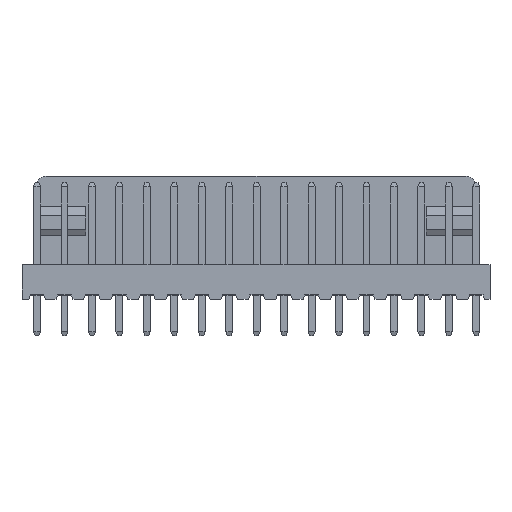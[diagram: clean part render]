
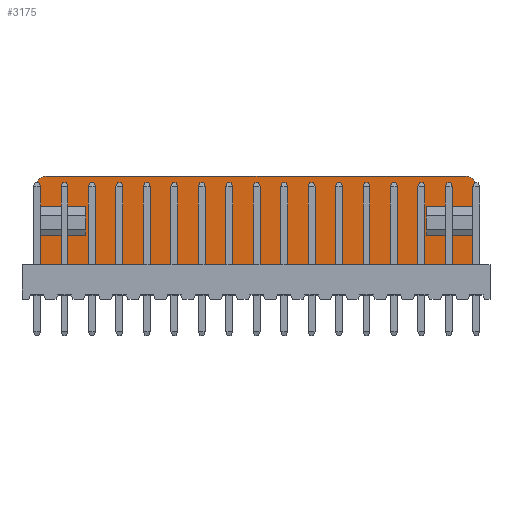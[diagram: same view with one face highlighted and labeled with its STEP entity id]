
A CAD part, top view. The second image highlights one B-rep face of the part: STEP entity #3175.
In plain terms, the highlighted planar face has unit normal (0, 0, 1).
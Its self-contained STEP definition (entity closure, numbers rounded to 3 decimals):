
#7 = ORIENTED_EDGE ( 'NONE', *, *, #10680, .F. ) ;
#10 = ORIENTED_EDGE ( 'NONE', *, *, #10709, .F. ) ;
#1499 = ORIENTED_EDGE ( 'NONE', *, *, #10706, .T. ) ;
#1501 = ORIENTED_EDGE ( 'NONE', *, *, #10689, .F. ) ;
#1506 = ORIENTED_EDGE ( 'NONE', *, *, #10679, .T. ) ;
#1510 = ORIENTED_EDGE ( 'NONE', *, *, #10690, .F. ) ;
#1512 = ORIENTED_EDGE ( 'NONE', *, *, #10684, .F. ) ;
#1639 = AXIS2_PLACEMENT_3D ( 'NONE', #2055, #2059, #2060 ) ;
#2054 = PLANE ( 'NONE',  #1639 ) ;
#2055 = CARTESIAN_POINT ( 'NONE',  ( -6.657, 53.751, -4.64 ) ) ;
#2059 = DIRECTION ( 'NONE',  ( 0., 0., 1. ) ) ;
#2060 = DIRECTION ( 'NONE',  ( 1., 0., 0. ) ) ;
#3069 = AXIS2_PLACEMENT_3D ( 'NONE', #4723, #4724, #4725 ) ;
#3070 = AXIS2_PLACEMENT_3D ( 'NONE', #4740, #4741, #4742 ) ;
#3090 = ORIENTED_EDGE ( 'NONE', *, *, #10683, .T. ) ;
#3175 = ADVANCED_FACE ( 'NONE', ( #7368 ), #2054, .T. ) ;
#3527 = ORIENTED_EDGE ( 'NONE', *, *, #10685, .T. ) ;
#3540 = ORIENTED_EDGE ( 'NONE', *, *, #10699, .F. ) ;
#3548 = ORIENTED_EDGE ( 'NONE', *, *, #10676, .F. ) ;
#3550 = ORIENTED_EDGE ( 'NONE', *, *, #10675, .T. ) ;
#3575 = ORIENTED_EDGE ( 'NONE', *, *, #10693, .T. ) ;
#3576 = ORIENTED_EDGE ( 'NONE', *, *, #10686, .F. ) ;
#4100 = LINE ( 'NONE', #4722, #4108 ) ;
#4104 = CIRCLE ( 'NONE', #3069, 1. ) ;
#4108 = VECTOR ( 'NONE', #4715, 1000. ) ;
#4111 = LINE ( 'NONE', #4730, #4114 ) ;
#4113 = LINE ( 'NONE', #4732, #4116 ) ;
#4114 = VECTOR ( 'NONE', #4731, 1000. ) ;
#4116 = VECTOR ( 'NONE', #4733, 1000. ) ;
#4119 = CIRCLE ( 'NONE', #3070, 1. ) ;
#4121 = LINE ( 'NONE', #4721, #4123 ) ;
#4122 = LINE ( 'NONE', #4743, #4125 ) ;
#4123 = VECTOR ( 'NONE', #4720, 1000. ) ;
#4124 = LINE ( 'NONE', #4745, #4127 ) ;
#4125 = VECTOR ( 'NONE', #4744, 1000. ) ;
#4127 = VECTOR ( 'NONE', #4746, 1000. ) ;
#4128 = LINE ( 'NONE', #4738, #4133 ) ;
#4132 = LINE ( 'NONE', #4753, #4135 ) ;
#4133 = VECTOR ( 'NONE', #4752, 1000. ) ;
#4135 = VECTOR ( 'NONE', #4754, 1000. ) ;
#4138 = LINE ( 'NONE', #4759, #4141 ) ;
#4141 = VECTOR ( 'NONE', #4760, 1000. ) ;
#4150 = LINE ( 'NONE', #4771, #4153 ) ;
#4153 = VECTOR ( 'NONE', #4773, 1000. ) ;
#4164 = LINE ( 'NONE', #4785, #4167 ) ;
#4167 = VECTOR ( 'NONE', #4786, 1000. ) ;
#4170 = LINE ( 'NONE', #4791, #4173 ) ;
#4173 = VECTOR ( 'NONE', #4793, 1000. ) ;
#4715 = DIRECTION ( 'NONE',  ( 0., -1., 0. ) ) ;
#4720 = DIRECTION ( 'NONE',  ( 1., 0., 0. ) ) ;
#4721 = CARTESIAN_POINT ( 'NONE',  ( -6.657, 53.751, -4.64 ) ) ;
#4722 = CARTESIAN_POINT ( 'NONE',  ( 35.343, 53.751, -4.64 ) ) ;
#4723 = CARTESIAN_POINT ( 'NONE',  ( 34.343, 52.751, -4.64 ) ) ;
#4724 = DIRECTION ( 'NONE',  ( 0., 0., 1. ) ) ;
#4725 = DIRECTION ( 'NONE',  ( 1., 0., 0. ) ) ;
#4730 = CARTESIAN_POINT ( 'NONE',  ( -6.657, 45.547, -4.64 ) ) ;
#4731 = DIRECTION ( 'NONE',  ( 1., 0., 0. ) ) ;
#4732 = CARTESIAN_POINT ( 'NONE',  ( -5.357, 48.254, -4.64 ) ) ;
#4733 = DIRECTION ( 'NONE',  ( 0., 1., 0. ) ) ;
#4738 = CARTESIAN_POINT ( 'NONE',  ( -0.757, 14.041, -4.64 ) ) ;
#4740 = CARTESIAN_POINT ( 'NONE',  ( -4.357, 52.751, -4.64 ) ) ;
#4741 = DIRECTION ( 'NONE',  ( 0., 0., 1. ) ) ;
#4742 = DIRECTION ( 'NONE',  ( 1., 0., 0. ) ) ;
#4743 = CARTESIAN_POINT ( 'NONE',  ( 30.743, 14.041, -4.64 ) ) ;
#4744 = DIRECTION ( 'NONE',  ( 0., 1., 0. ) ) ;
#4745 = CARTESIAN_POINT ( 'NONE',  ( 35.343, 48.254, -4.64 ) ) ;
#4746 = DIRECTION ( 'NONE',  ( 0., -1., 0. ) ) ;
#4752 = DIRECTION ( 'NONE',  ( 0., 1., 0. ) ) ;
#4753 = CARTESIAN_POINT ( 'NONE',  ( -5.357, 53.751, -4.64 ) ) ;
#4754 = DIRECTION ( 'NONE',  ( 0., 1., 0. ) ) ;
#4759 = CARTESIAN_POINT ( 'NONE',  ( -6.657, 50.926, -4.64 ) ) ;
#4760 = DIRECTION ( 'NONE',  ( 1., 0., 0. ) ) ;
#4771 = CARTESIAN_POINT ( 'NONE',  ( -6.657, 48.254, -4.64 ) ) ;
#4773 = DIRECTION ( 'NONE',  ( 1., 0., 0. ) ) ;
#4785 = CARTESIAN_POINT ( 'NONE',  ( -6.657, 50.926, -4.64 ) ) ;
#4786 = DIRECTION ( 'NONE',  ( 1., 0., 0. ) ) ;
#4791 = CARTESIAN_POINT ( 'NONE',  ( -6.657, 48.254, -4.64 ) ) ;
#4793 = DIRECTION ( 'NONE',  ( 1., 0., 0. ) ) ;
#5941 = VERTEX_POINT ( 'NONE', #9167 ) ;
#5974 = VERTEX_POINT ( 'NONE', #9200 ) ;
#5986 = VERTEX_POINT ( 'NONE', #9212 ) ;
#5996 = VERTEX_POINT ( 'NONE', #9222 ) ;
#6010 = VERTEX_POINT ( 'NONE', #9236 ) ;
#6011 = VERTEX_POINT ( 'NONE', #9237 ) ;
#6021 = VERTEX_POINT ( 'NONE', #9247 ) ;
#6022 = VERTEX_POINT ( 'NONE', #9248 ) ;
#6032 = VERTEX_POINT ( 'NONE', #9258 ) ;
#6091 = VERTEX_POINT ( 'NONE', #9317 ) ;
#6118 = VERTEX_POINT ( 'NONE', #9344 ) ;
#6155 = VERTEX_POINT ( 'NONE', #9381 ) ;
#6179 = VERTEX_POINT ( 'NONE', #9405 ) ;
#6184 = VERTEX_POINT ( 'NONE', #9410 ) ;
#6938 = EDGE_LOOP ( 'NONE', ( #1512, #3090, #1510, #1499, #1501, #10, #7, #1506, #3576, #3540, #3527, #3575, #3548, #3550 ) ) ;
#7368 = FACE_OUTER_BOUND ( 'NONE', #6938, .T. ) ;
#9167 = CARTESIAN_POINT ( 'NONE',  ( -5.357, 52.751, -4.64 ) ) ;
#9200 = CARTESIAN_POINT ( 'NONE',  ( 35.343, 48.254, -4.64 ) ) ;
#9212 = CARTESIAN_POINT ( 'NONE',  ( 35.343, 52.751, -4.64 ) ) ;
#9222 = CARTESIAN_POINT ( 'NONE',  ( -4.357, 53.751, -4.64 ) ) ;
#9236 = CARTESIAN_POINT ( 'NONE',  ( 35.343, 50.926, -4.64 ) ) ;
#9237 = CARTESIAN_POINT ( 'NONE',  ( 34.343, 53.751, -4.64 ) ) ;
#9247 = CARTESIAN_POINT ( 'NONE',  ( 30.743, 48.254, -4.64 ) ) ;
#9248 = CARTESIAN_POINT ( 'NONE',  ( 30.743, 50.926, -4.64 ) ) ;
#9258 = CARTESIAN_POINT ( 'NONE',  ( -5.357, 45.547, -4.64 ) ) ;
#9317 = CARTESIAN_POINT ( 'NONE',  ( -0.757, 48.254, -4.64 ) ) ;
#9344 = CARTESIAN_POINT ( 'NONE',  ( -0.757, 50.926, -4.64 ) ) ;
#9381 = CARTESIAN_POINT ( 'NONE',  ( -5.357, 50.926, -4.64 ) ) ;
#9405 = CARTESIAN_POINT ( 'NONE',  ( -5.357, 48.254, -4.64 ) ) ;
#9410 = CARTESIAN_POINT ( 'NONE',  ( 35.343, 45.547, -4.64 ) ) ;
#10675 = EDGE_CURVE ( 'NONE', #5986, #6011, #4104, .T. ) ;
#10676 = EDGE_CURVE ( 'NONE', #5986, #6010, #4100, .T. ) ;
#10679 = EDGE_CURVE ( 'NONE', #6032, #6184, #4111, .T. ) ;
#10680 = EDGE_CURVE ( 'NONE', #6032, #6179, #4113, .T. ) ;
#10683 = EDGE_CURVE ( 'NONE', #5996, #5941, #4119, .T. ) ;
#10684 = EDGE_CURVE ( 'NONE', #5996, #6011, #4121, .T. ) ;
#10685 = EDGE_CURVE ( 'NONE', #6021, #6022, #4122, .T. ) ;
#10686 = EDGE_CURVE ( 'NONE', #5974, #6184, #4124, .T. ) ;
#10689 = EDGE_CURVE ( 'NONE', #6091, #6118, #4128, .T. ) ;
#10690 = EDGE_CURVE ( 'NONE', #6155, #5941, #4132, .T. ) ;
#10693 = EDGE_CURVE ( 'NONE', #6022, #6010, #4138, .T. ) ;
#10699 = EDGE_CURVE ( 'NONE', #6021, #5974, #4150, .T. ) ;
#10706 = EDGE_CURVE ( 'NONE', #6155, #6118, #4164, .T. ) ;
#10709 = EDGE_CURVE ( 'NONE', #6179, #6091, #4170, .T. ) ;
